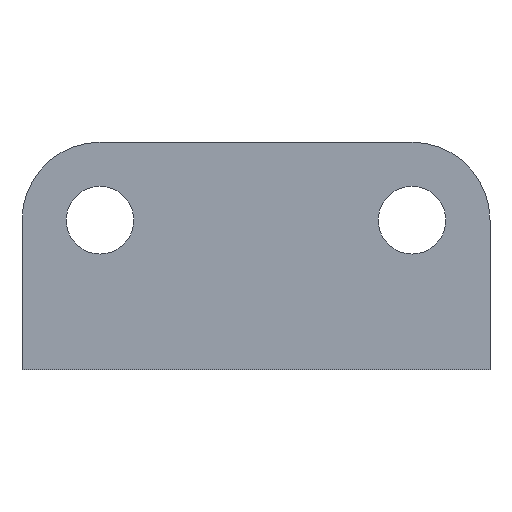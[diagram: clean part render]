
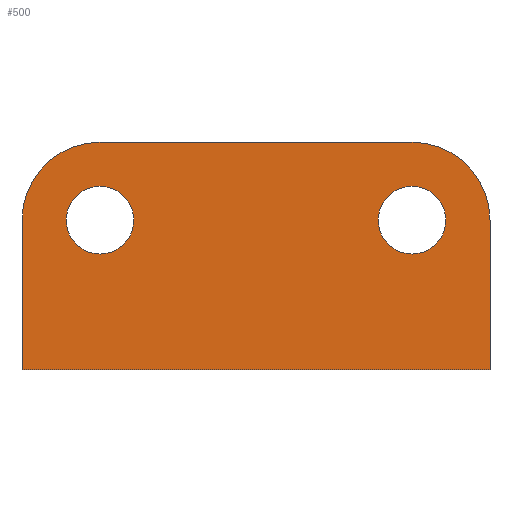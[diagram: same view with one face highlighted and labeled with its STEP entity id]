
A CAD part, front view. The second image highlights one B-rep face of the part: STEP entity #500.
In plain terms, the highlighted planar face has unit normal (0, -1, 0).
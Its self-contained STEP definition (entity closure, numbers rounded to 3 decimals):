
#11 = ORIENTED_EDGE ( 'NONE', *, *, #177, .F. ) ;
#18 = EDGE_CURVE ( 'NONE', #408, #58, #756, .T. ) ;
#25 = CARTESIAN_POINT ( 'NONE',  ( 72., 0., -12. ) ) ;
#43 = DIRECTION ( 'NONE',  ( 0., 1., 0. ) ) ;
#58 = VERTEX_POINT ( 'NONE', #307 ) ;
#60 = LINE ( 'NONE', #629, #219 ) ;
#66 = VERTEX_POINT ( 'NONE', #603 ) ;
#104 = CARTESIAN_POINT ( 'NONE',  ( 60., 0., -12. ) ) ;
#106 = DIRECTION ( 'NONE',  ( 0., 1., 0. ) ) ;
#119 = DIRECTION ( 'NONE',  ( 0., 1., 0. ) ) ;
#134 = CARTESIAN_POINT ( 'NONE',  ( 60., 0., -12. ) ) ;
#138 = CARTESIAN_POINT ( 'NONE',  ( 12., 0., -12. ) ) ;
#139 = ORIENTED_EDGE ( 'NONE', *, *, #652, .T. ) ;
#145 = VECTOR ( 'NONE', #540, 1000. ) ;
#148 = DIRECTION ( 'NONE',  ( 0., 0., 1. ) ) ;
#170 = EDGE_CURVE ( 'NONE', #58, #408, #497, .T. ) ;
#176 = VERTEX_POINT ( 'NONE', #906 ) ;
#177 = EDGE_CURVE ( 'NONE', #685, #868, #216, .T. ) ;
#178 = CARTESIAN_POINT ( 'NONE',  ( 12., 0., 0. ) ) ;
#190 = ORIENTED_EDGE ( 'NONE', *, *, #357, .F. ) ;
#216 = CIRCLE ( 'NONE', #244, 12. ) ;
#218 = CARTESIAN_POINT ( 'NONE',  ( 12., 0., -12. ) ) ;
#219 = VECTOR ( 'NONE', #913, 1000. ) ;
#224 = CARTESIAN_POINT ( 'NONE',  ( 72., 0., -12. ) ) ;
#228 = EDGE_CURVE ( 'NONE', #322, #577, #328, .T. ) ;
#234 = CARTESIAN_POINT ( 'NONE',  ( 12., 0., -12. ) ) ;
#244 = AXIS2_PLACEMENT_3D ( 'NONE', #134, #43, #395 ) ;
#246 = CARTESIAN_POINT ( 'NONE',  ( 60., 0., -12. ) ) ;
#291 = EDGE_CURVE ( 'NONE', #176, #66, #859, .T. ) ;
#305 = CARTESIAN_POINT ( 'NONE',  ( 0., 0., -35. ) ) ;
#307 = CARTESIAN_POINT ( 'NONE',  ( 60., 0., -17.2 ) ) ;
#321 = VERTEX_POINT ( 'NONE', #642 ) ;
#322 = VERTEX_POINT ( 'NONE', #558 ) ;
#327 = CARTESIAN_POINT ( 'NONE',  ( 60., 0., 0. ) ) ;
#328 = CIRCLE ( 'NONE', #571, 12. ) ;
#339 = CARTESIAN_POINT ( 'NONE',  ( 72., 0., -35. ) ) ;
#341 = DIRECTION ( 'NONE',  ( 0., 1., 0. ) ) ;
#356 = CARTESIAN_POINT ( 'NONE',  ( 72., 0., -35. ) ) ;
#357 = EDGE_CURVE ( 'NONE', #577, #685, #60, .T. ) ;
#364 = ORIENTED_EDGE ( 'NONE', *, *, #228, .F. ) ;
#368 = EDGE_LOOP ( 'NONE', ( #608, #691 ) ) ;
#377 = ORIENTED_EDGE ( 'NONE', *, *, #291, .T. ) ;
#381 = DIRECTION ( 'NONE',  ( 0., 1., 0. ) ) ;
#382 = EDGE_LOOP ( 'NONE', ( #377, #139 ) ) ;
#383 = DIRECTION ( 'NONE',  ( 0., 0., 1. ) ) ;
#395 = DIRECTION ( 'NONE',  ( 0., 0., 1. ) ) ;
#399 = AXIS2_PLACEMENT_3D ( 'NONE', #749, #106, #383 ) ;
#408 = VERTEX_POINT ( 'NONE', #665 ) ;
#409 = LINE ( 'NONE', #339, #639 ) ;
#433 = FACE_BOUND ( 'NONE', #382, .T. ) ;
#435 = CIRCLE ( 'NONE', #399, 5.2 ) ;
#462 = EDGE_CURVE ( 'NONE', #321, #322, #813, .T. ) ;
#466 = DIRECTION ( 'NONE',  ( -1., 0., 0. ) ) ;
#473 = ORIENTED_EDGE ( 'NONE', *, *, #462, .F. ) ;
#497 = CIRCLE ( 'NONE', #815, 5.2 ) ;
#500 = ADVANCED_FACE ( 'NONE', ( #588, #729, #433 ), #877, .T. ) ;
#520 = DIRECTION ( 'NONE',  ( 0., -1., 0. ) ) ;
#521 = DIRECTION ( 'NONE',  ( 0., 0., 1. ) ) ;
#530 = EDGE_CURVE ( 'NONE', #868, #907, #657, .T. ) ;
#540 = DIRECTION ( 'NONE',  ( 0., 0., -1. ) ) ;
#552 = EDGE_LOOP ( 'NONE', ( #11, #190, #364, #473, #596, #831 ) ) ;
#558 = CARTESIAN_POINT ( 'NONE',  ( 0., 0., -12. ) ) ;
#571 = AXIS2_PLACEMENT_3D ( 'NONE', #138, #713, #636 ) ;
#577 = VERTEX_POINT ( 'NONE', #178 ) ;
#588 = FACE_OUTER_BOUND ( 'NONE', #552, .T. ) ;
#593 = DIRECTION ( 'NONE',  ( 0., 0., 1. ) ) ;
#596 = ORIENTED_EDGE ( 'NONE', *, *, #785, .F. ) ;
#603 = CARTESIAN_POINT ( 'NONE',  ( 12., 0., -6.8 ) ) ;
#607 = AXIS2_PLACEMENT_3D ( 'NONE', #218, #341, #148 ) ;
#608 = ORIENTED_EDGE ( 'NONE', *, *, #170, .T. ) ;
#620 = VECTOR ( 'NONE', #593, 1000. ) ;
#629 = CARTESIAN_POINT ( 'NONE',  ( 12., 0., 0. ) ) ;
#631 = AXIS2_PLACEMENT_3D ( 'NONE', #246, #119, #521 ) ;
#636 = DIRECTION ( 'NONE',  ( 0., 0., -1. ) ) ;
#639 = VECTOR ( 'NONE', #466, 1000. ) ;
#642 = CARTESIAN_POINT ( 'NONE',  ( 0., 0., -35. ) ) ;
#652 = EDGE_CURVE ( 'NONE', #66, #176, #435, .T. ) ;
#657 = LINE ( 'NONE', #25, #145 ) ;
#665 = CARTESIAN_POINT ( 'NONE',  ( 60., 0., -6.8 ) ) ;
#674 = DIRECTION ( 'NONE',  ( 0., 0., 1. ) ) ;
#685 = VERTEX_POINT ( 'NONE', #327 ) ;
#691 = ORIENTED_EDGE ( 'NONE', *, *, #18, .T. ) ;
#713 = DIRECTION ( 'NONE',  ( 0., 1., 0. ) ) ;
#729 = FACE_BOUND ( 'NONE', #368, .T. ) ;
#749 = CARTESIAN_POINT ( 'NONE',  ( 12., 0., -12. ) ) ;
#756 = CIRCLE ( 'NONE', #631, 5.2 ) ;
#785 = EDGE_CURVE ( 'NONE', #907, #321, #409, .T. ) ;
#787 = AXIS2_PLACEMENT_3D ( 'NONE', #234, #520, #808 ) ;
#808 = DIRECTION ( 'NONE',  ( 0., 0., -1. ) ) ;
#813 = LINE ( 'NONE', #305, #620 ) ;
#815 = AXIS2_PLACEMENT_3D ( 'NONE', #104, #381, #674 ) ;
#831 = ORIENTED_EDGE ( 'NONE', *, *, #530, .F. ) ;
#859 = CIRCLE ( 'NONE', #607, 5.2 ) ;
#868 = VERTEX_POINT ( 'NONE', #224 ) ;
#877 = PLANE ( 'NONE',  #787 ) ;
#906 = CARTESIAN_POINT ( 'NONE',  ( 12., 0., -17.2 ) ) ;
#907 = VERTEX_POINT ( 'NONE', #356 ) ;
#913 = DIRECTION ( 'NONE',  ( 1., 0., 0. ) ) ;
